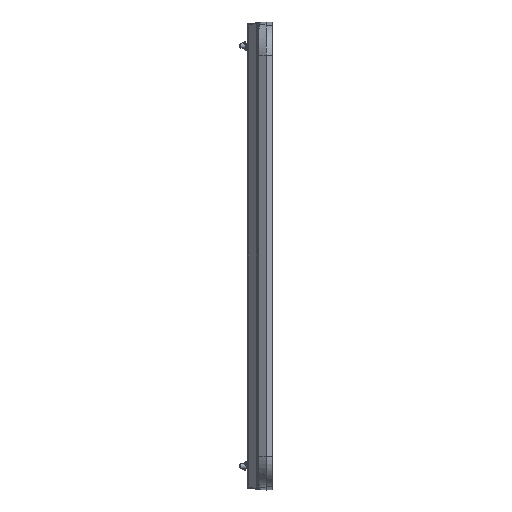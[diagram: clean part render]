
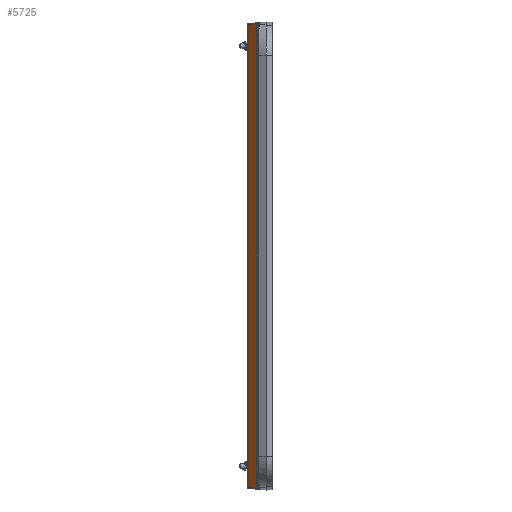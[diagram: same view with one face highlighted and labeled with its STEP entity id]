
A CAD part, left-side view. The second image highlights one B-rep face of the part: STEP entity #5725.
In plain terms, the highlighted planar face has unit normal (-0.643, 0.766, 0).
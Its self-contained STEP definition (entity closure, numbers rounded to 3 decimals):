
#209=B_SPLINE_CURVE_WITH_KNOTS('',3,(#11018,#11019,#11020,#11021),
 .UNSPECIFIED.,.F.,.F.,(4,4),(-0.179,-0.021),
 .UNSPECIFIED.);
#210=B_SPLINE_CURVE_WITH_KNOTS('',3,(#11023,#11024,#11025,#11026),
 .UNSPECIFIED.,.F.,.F.,(4,4),(-0.158,0.),.UNSPECIFIED.);
#344=PLANE('',#6399);
#648=FACE_OUTER_BOUND('',#1021,.T.);
#1021=EDGE_LOOP('',(#4876,#4877,#4878,#4879,#4880,#4881));
#1793=LINE('',#11003,#2186);
#1794=LINE('',#11015,#2187);
#1795=LINE('',#11017,#2188);
#1796=LINE('',#11027,#2189);
#2186=VECTOR('',#7930,10.);
#2187=VECTOR('',#7933,10.);
#2188=VECTOR('',#7934,10.);
#2189=VECTOR('',#7935,10.);
#2660=VERTEX_POINT('',#11001);
#2661=VERTEX_POINT('',#11002);
#2662=VERTEX_POINT('',#11013);
#2663=VERTEX_POINT('',#11014);
#2664=VERTEX_POINT('',#11016);
#2665=VERTEX_POINT('',#11022);
#3438=EDGE_CURVE('',#2660,#2661,#1793,.T.);
#3441=EDGE_CURVE('',#2662,#2663,#1794,.T.);
#3442=EDGE_CURVE('',#2664,#2662,#1795,.T.);
#3443=EDGE_CURVE('',#2661,#2664,#209,.T.);
#3444=EDGE_CURVE('',#2665,#2660,#210,.T.);
#3445=EDGE_CURVE('',#2663,#2665,#1796,.T.);
#4876=ORIENTED_EDGE('',*,*,#3441,.F.);
#4877=ORIENTED_EDGE('',*,*,#3442,.F.);
#4878=ORIENTED_EDGE('',*,*,#3443,.F.);
#4879=ORIENTED_EDGE('',*,*,#3438,.F.);
#4880=ORIENTED_EDGE('',*,*,#3444,.F.);
#4881=ORIENTED_EDGE('',*,*,#3445,.F.);
#5725=ADVANCED_FACE('',(#648),#344,.T.);
#6399=AXIS2_PLACEMENT_3D('',#11012,#7931,#7932);
#7930=DIRECTION('',(0.,0.,-1.));
#7931=DIRECTION('center_axis',(-0.643,0.766,0.));
#7932=DIRECTION('ref_axis',(-0.766,-0.643,0.));
#7933=DIRECTION('',(0.,0.,1.));
#7934=DIRECTION('',(0.763,0.641,0.083));
#7935=DIRECTION('',(-0.763,-0.641,0.083));
#11001=CARTESIAN_POINT('',(-2.71,2.702,74.541));
#11002=CARTESIAN_POINT('',(-2.71,2.702,-74.541));
#11003=CARTESIAN_POINT('',(-2.71,2.702,0.));
#11012=CARTESIAN_POINT('Origin',(0.645,5.517,0.));
#11013=CARTESIAN_POINT('',(0.484,5.382,-74.27));
#11014=CARTESIAN_POINT('',(0.484,5.382,74.27));
#11015=CARTESIAN_POINT('',(0.484,5.382,0.));
#11016=CARTESIAN_POINT('',(-1.5,3.717,-74.485));
#11017=CARTESIAN_POINT('',(1.078,5.88,-74.206));
#11018=CARTESIAN_POINT('Ctrl Pts',(-2.71,2.702,-74.541));
#11019=CARTESIAN_POINT('Ctrl Pts',(-2.306,3.04,-74.526));
#11020=CARTESIAN_POINT('Ctrl Pts',(-1.903,3.379,-74.508));
#11021=CARTESIAN_POINT('Ctrl Pts',(-1.5,3.717,-74.485));
#11022=CARTESIAN_POINT('',(-1.5,3.717,74.485));
#11023=CARTESIAN_POINT('Ctrl Pts',(-1.5,3.717,74.485));
#11024=CARTESIAN_POINT('Ctrl Pts',(-1.903,3.379,74.508));
#11025=CARTESIAN_POINT('Ctrl Pts',(-2.306,3.04,74.526));
#11026=CARTESIAN_POINT('Ctrl Pts',(-2.71,2.702,74.541));
#11027=CARTESIAN_POINT('',(1.078,5.88,74.206));
